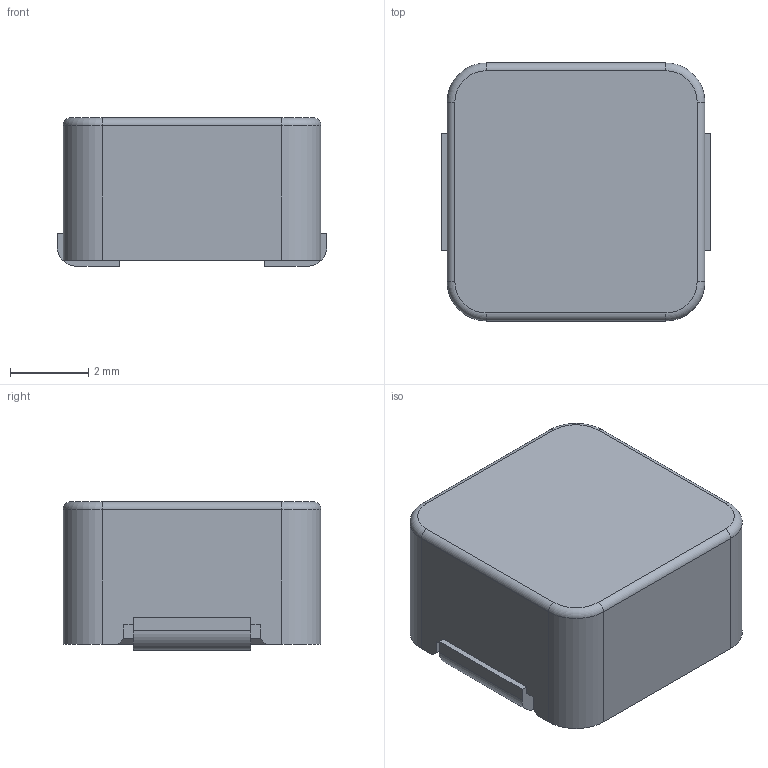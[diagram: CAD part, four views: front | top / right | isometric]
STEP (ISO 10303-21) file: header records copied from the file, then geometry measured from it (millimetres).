
FILE_DESCRIPTION(/* description */ (''),/* implementation_level */ '2;1');
FILE_NAME(/* name */ '0640CDMCCDS.step',/* time_stamp */ '2022-10-14T14:51:49+02:00',/* author */ (''),/* organization */ (''),/* preprocessor_version */ 'ST-DEVELOPER v19',/* originating_system */ 'Autodesk Translation Framework v11.7.0.108',/* authorisation */ '');
FILE_SCHEMA (('AUTOMOTIVE_DESIGN { 1 0 10303 214 3 1 1 }'));
Length unit declared in the file: millimetre
Products named in the file (1): 0640CDMCCDS
Bounding box: 6.9 x 6.6 x 3.8 mm (x, y, z)
Volume: 155.3 mm3; surface area: 208.7 mm2
Topology: 3 solids, 3 shells, 58 faces, 144 edges, 92 vertices
Faces by surface type: plane 44, cylinder 10, torus 4
Entity records: 1741 total; most frequent: CARTESIAN_POINT 295, ORIENTED_EDGE 288, DIRECTION 286, EDGE_CURVE 144, LINE 120, VECTOR 120, VERTEX_POINT 92, AXIS2_PLACEMENT_3D 83
